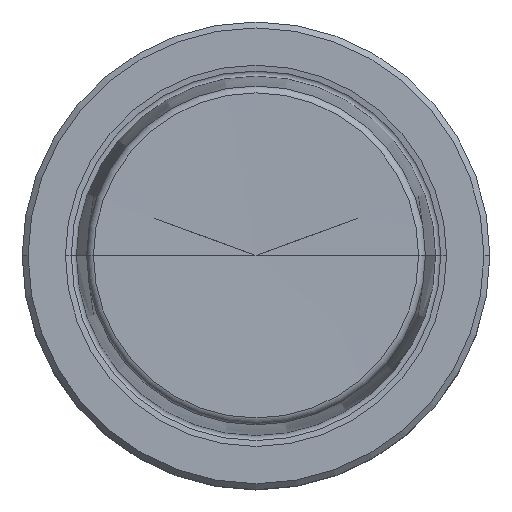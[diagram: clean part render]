
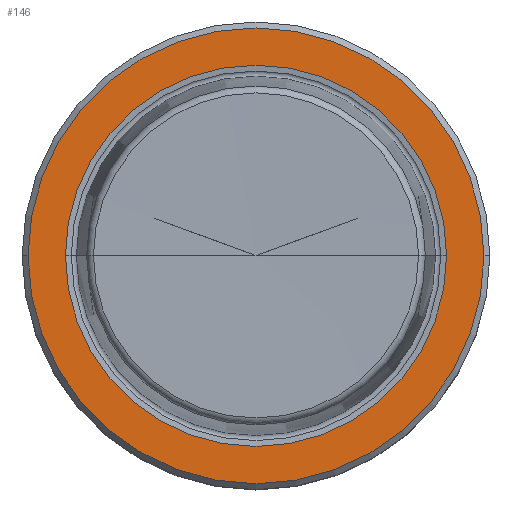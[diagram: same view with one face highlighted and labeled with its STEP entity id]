
A CAD part, top view. The second image highlights one B-rep face of the part: STEP entity #146.
In plain terms, the highlighted planar face has unit normal (0, 0, 1).
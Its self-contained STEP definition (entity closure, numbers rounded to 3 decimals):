
#57 = FACE_BOUND ( 'NONE', #729, .T. ) ;
#59 = PLANE ( 'NONE',  #221 ) ;
#61 = CIRCLE ( 'NONE', #1427, 30.7 ) ;
#71 = CARTESIAN_POINT ( 'NONE',  ( 0., 0., 0. ) ) ;
#146 = ADVANCED_FACE ( 'NONE', ( #57, #656 ), #59, .F. ) ;
#171 = VERTEX_POINT ( 'NONE', #685 ) ;
#183 = DIRECTION ( 'NONE',  ( 1., 0., 0. ) ) ;
#207 = CIRCLE ( 'NONE', #713, 25.677 ) ;
#216 = DIRECTION ( 'NONE',  ( 0., 0., 1. ) ) ;
#221 = AXIS2_PLACEMENT_3D ( 'NONE', #1079, #851, #1083 ) ;
#265 = ORIENTED_EDGE ( 'NONE', *, *, #302, .T. ) ;
#276 = EDGE_CURVE ( 'NONE', #721, #877, #61, .T. ) ;
#280 = CIRCLE ( 'NONE', #335, 30.7 ) ;
#302 = EDGE_CURVE ( 'NONE', #877, #721, #280, .T. ) ;
#311 = CARTESIAN_POINT ( 'NONE',  ( 25.677, 0., 0. ) ) ;
#335 = AXIS2_PLACEMENT_3D ( 'NONE', #752, #216, #761 ) ;
#414 = DIRECTION ( 'NONE',  ( 0., 0., 1. ) ) ;
#459 = ORIENTED_EDGE ( 'NONE', *, *, #276, .T. ) ;
#493 = ORIENTED_EDGE ( 'NONE', *, *, #743, .F. ) ;
#511 = CIRCLE ( 'NONE', #526, 25.677 ) ;
#526 = AXIS2_PLACEMENT_3D ( 'NONE', #1369, #680, #1475 ) ;
#573 = VERTEX_POINT ( 'NONE', #311 ) ;
#628 = ORIENTED_EDGE ( 'NONE', *, *, #1352, .F. ) ;
#656 = FACE_OUTER_BOUND ( 'NONE', #945, .T. ) ;
#680 = DIRECTION ( 'NONE',  ( 0., 0., 1. ) ) ;
#685 = CARTESIAN_POINT ( 'NONE',  ( -25.677, 0., 0. ) ) ;
#706 = CARTESIAN_POINT ( 'NONE',  ( 30.7, 0., 0. ) ) ;
#713 = AXIS2_PLACEMENT_3D ( 'NONE', #1100, #414, #1218 ) ;
#721 = VERTEX_POINT ( 'NONE', #1430 ) ;
#729 = EDGE_LOOP ( 'NONE', ( #493, #628 ) ) ;
#743 = EDGE_CURVE ( 'NONE', #573, #171, #207, .T. ) ;
#752 = CARTESIAN_POINT ( 'NONE',  ( 0., 0., 0. ) ) ;
#761 = DIRECTION ( 'NONE',  ( 1., 0., 0. ) ) ;
#851 = DIRECTION ( 'NONE',  ( 0., 0., -1. ) ) ;
#864 = DIRECTION ( 'NONE',  ( 0., 0., 1. ) ) ;
#877 = VERTEX_POINT ( 'NONE', #706 ) ;
#945 = EDGE_LOOP ( 'NONE', ( #459, #265 ) ) ;
#1079 = CARTESIAN_POINT ( 'NONE',  ( 0., 0., 0. ) ) ;
#1083 = DIRECTION ( 'NONE',  ( -1., 0., 0. ) ) ;
#1100 = CARTESIAN_POINT ( 'NONE',  ( 0., 0., 0. ) ) ;
#1218 = DIRECTION ( 'NONE',  ( 1., 0., 0. ) ) ;
#1352 = EDGE_CURVE ( 'NONE', #171, #573, #511, .T. ) ;
#1369 = CARTESIAN_POINT ( 'NONE',  ( 0., 0., 0. ) ) ;
#1427 = AXIS2_PLACEMENT_3D ( 'NONE', #71, #864, #183 ) ;
#1430 = CARTESIAN_POINT ( 'NONE',  ( -30.7, 0., 0. ) ) ;
#1475 = DIRECTION ( 'NONE',  ( 1., 0., 0. ) ) ;
